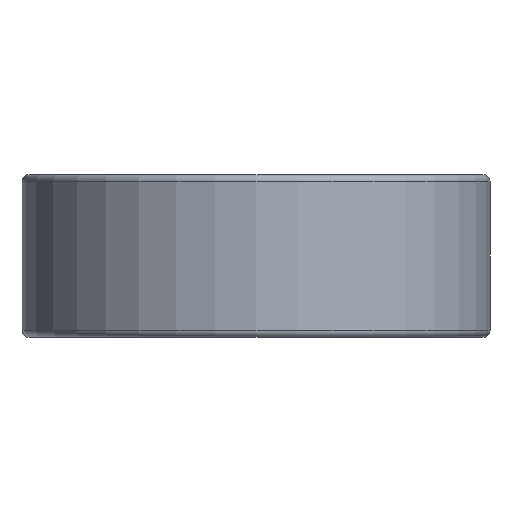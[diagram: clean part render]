
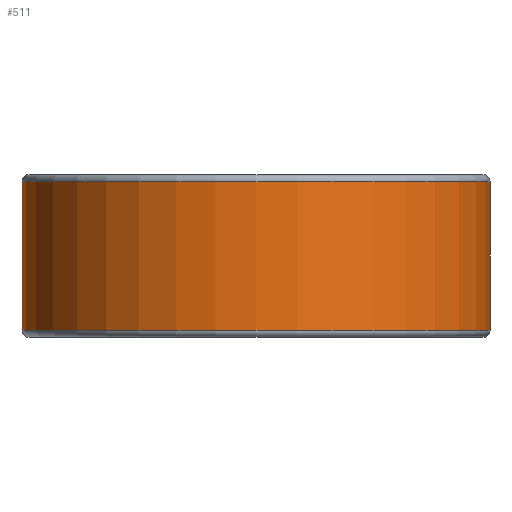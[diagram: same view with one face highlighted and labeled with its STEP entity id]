
A CAD part, front view. The second image highlights one B-rep face of the part: STEP entity #511.
In plain terms, the highlighted cylindrical face has radius 24.994 mm (diameter 49.987 mm), a partial arc.
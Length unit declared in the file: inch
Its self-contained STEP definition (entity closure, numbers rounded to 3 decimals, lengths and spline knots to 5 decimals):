
#112 = CARTESIAN_POINT ( 'NONE',  ( 0.906, -2.281, 0.3125 ) ) ;
#264 = VERTEX_POINT ( 'NONE', #2648 ) ;
#285 = VERTEX_POINT ( 'NONE', #375 ) ;
#305 = DIRECTION ( 'NONE',  ( 1., 0., 0. ) ) ;
#315 = ORIENTED_EDGE ( 'NONE', *, *, #2037, .F. ) ;
#375 = CARTESIAN_POINT ( 'NONE',  ( -0.078, -2.281, -0.3125 ) ) ;
#511 = ADVANCED_FACE ( 'NONE', ( #2442 ), #1942, .T. ) ;
#628 = AXIS2_PLACEMENT_3D ( 'NONE', #2359, #1084, #2580 ) ;
#672 = VECTOR ( 'NONE', #2607, 39.37008 ) ;
#676 = LINE ( 'NONE', #1735, #672 ) ;
#853 = VECTOR ( 'NONE', #1291, 39.37008 ) ;
#882 = CARTESIAN_POINT ( 'NONE',  ( 1.89, -2.281, 0. ) ) ;
#923 = LINE ( 'NONE', #882, #853 ) ;
#960 = AXIS2_PLACEMENT_3D ( 'NONE', #1136, #2227, #1803 ) ;
#1053 = CIRCLE ( 'NONE', #1335, 0.984 ) ;
#1084 = DIRECTION ( 'NONE',  ( 0., 0., 1. ) ) ;
#1136 = CARTESIAN_POINT ( 'NONE',  ( 0.906, -2.281, 0. ) ) ;
#1291 = DIRECTION ( 'NONE',  ( 0., 0., 1. ) ) ;
#1311 = EDGE_CURVE ( 'NONE', #1811, #285, #676, .T. ) ;
#1335 = AXIS2_PLACEMENT_3D ( 'NONE', #112, #1530, #305 ) ;
#1445 = ORIENTED_EDGE ( 'NONE', *, *, #1311, .T. ) ;
#1446 = ORIENTED_EDGE ( 'NONE', *, *, #2449, .T. ) ;
#1530 = DIRECTION ( 'NONE',  ( 0., 0., 1. ) ) ;
#1572 = ORIENTED_EDGE ( 'NONE', *, *, #2467, .T. ) ;
#1575 = EDGE_LOOP ( 'NONE', ( #1446, #1572, #315, #1445 ) ) ;
#1678 = VERTEX_POINT ( 'NONE', #2184 ) ;
#1735 = CARTESIAN_POINT ( 'NONE',  ( -0.078, -2.281, 0.3125 ) ) ;
#1803 = DIRECTION ( 'NONE',  ( 1., 0., 0. ) ) ;
#1811 = VERTEX_POINT ( 'NONE', #2266 ) ;
#1942 = CYLINDRICAL_SURFACE ( 'NONE', #960, 0.984 ) ;
#2037 = EDGE_CURVE ( 'NONE', #1811, #264, #1053, .T. ) ;
#2184 = CARTESIAN_POINT ( 'NONE',  ( 1.89, -2.281, -0.3125 ) ) ;
#2227 = DIRECTION ( 'NONE',  ( 0., 0., 1. ) ) ;
#2266 = CARTESIAN_POINT ( 'NONE',  ( -0.078, -2.281, 0.3125 ) ) ;
#2359 = CARTESIAN_POINT ( 'NONE',  ( 0.906, -2.281, -0.3125 ) ) ;
#2442 = FACE_OUTER_BOUND ( 'NONE', #1575, .T. ) ;
#2449 = EDGE_CURVE ( 'NONE', #285, #1678, #2552, .T. ) ;
#2467 = EDGE_CURVE ( 'NONE', #1678, #264, #923, .T. ) ;
#2552 = CIRCLE ( 'NONE', #628, 0.984 ) ;
#2580 = DIRECTION ( 'NONE',  ( 1., 0., 0. ) ) ;
#2607 = DIRECTION ( 'NONE',  ( 0., 0., -1. ) ) ;
#2648 = CARTESIAN_POINT ( 'NONE',  ( 1.89, -2.281, 0.3125 ) ) ;
